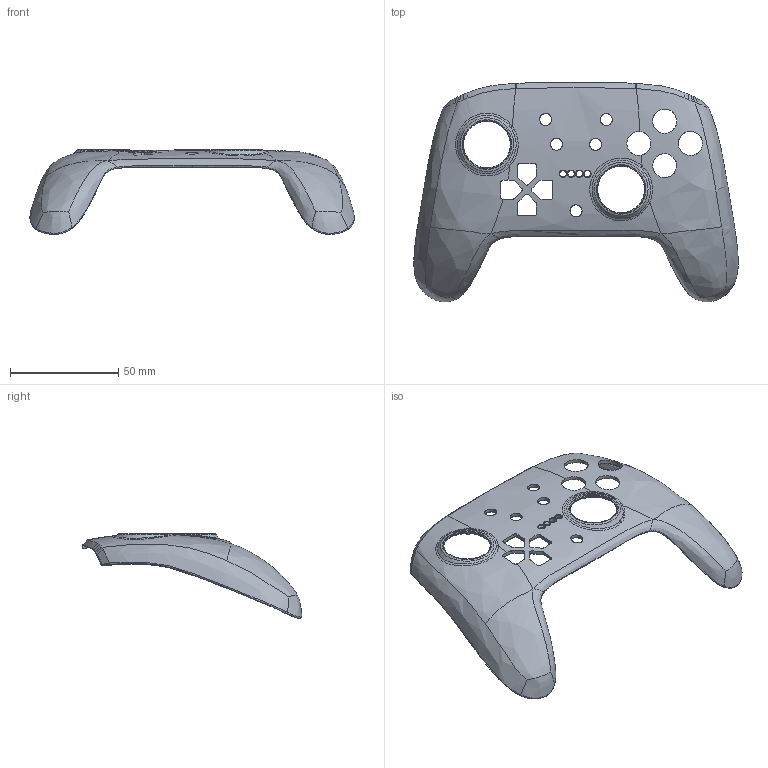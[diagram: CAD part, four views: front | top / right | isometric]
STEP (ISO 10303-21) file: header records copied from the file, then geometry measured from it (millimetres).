
FILE_DESCRIPTION(/* description */ (''),/* implementation_level */ '2;1');
FILE_NAME(/* name */ 'TopShell.step',/* time_stamp */ '2025-05-20T00:52:16-07:00',/* author */ (''),/* organization */ (''),/* preprocessor_version */ 'ST-DEVELOPER v20.1',/* originating_system */ 'Autodesk Translation Framework v14.10.0.0',/* authorisation */ '');
FILE_SCHEMA (('AUTOMOTIVE_DESIGN { 1 0 10303 214 3 1 1 }'));
Products named in the file (1): TopShell 
Bounding box: 150 x 101.55 x 39.12 mm (x, y, z)
Volume: 22961.8 mm3; surface area: 25685.3 mm2
Topology: 1 solids, 1 shells, 577 faces, 1499 edges, 963 vertices
Faces by surface type: bspline 242, plane 192, cone 71, cylinder 50, sphere 18, torus 4
Entity records: 37890 total; most frequent: CARTESIAN_POINT 25773, ORIENTED_EDGE 2998, DIRECTION 1653, EDGE_CURVE 1499, VERTEX_POINT 963, B_SPLINE_CURVE_WITH_KNOTS 714, EDGE_LOOP 654, AXIS2_PLACEMENT_3D 593
